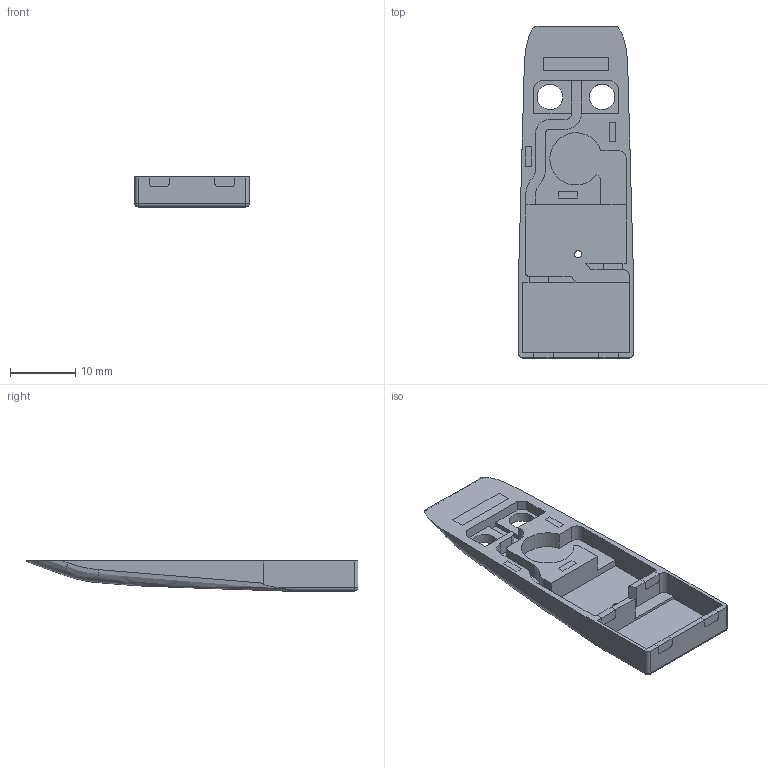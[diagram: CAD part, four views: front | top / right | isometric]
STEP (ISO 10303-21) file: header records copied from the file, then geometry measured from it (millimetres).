
FILE_DESCRIPTION(/* description */ (''),/* implementation_level */ '2;1');
FILE_NAME(/* name */ 'dol.stp',/* time_stamp */ '2017-07-06T12:05:39+02:00',/* author */ (''),/* organization */ (''),/* preprocessor_version */ 'ST-DEVELOPER v16',/* originating_system */ 'SIEMENS PLM Software NX 11.0',/* authorisation */ '');
FILE_SCHEMA (('AUTOMOTIVE_DESIGN { 1 0 10303 214 3 1 1 1 }'));
Length unit declared in the file: millimetre
Products named in the file (4): koleczek_polwalec; koleczek1mm; koleczek; dol
Assembly tree (8 placements, depth 2):
  dol
    koleczek  x2
    koleczek1mm  x5
    koleczek_polwalec
Bounding box: 17.5 x 50.86 x 4.6 mm (x, y, z)
Volume: 1384.3 mm3; surface area: 2934.7 mm2
Topology: 9 solids, 9 shells, 192 faces, 501 edges, 325 vertices
Faces by surface type: plane 123, cylinder 53, bspline 14, sphere 2
Full cylindrical faces by diameter (mm): 1.1 x1, 3.9 x2
Entity records: 5779 total; most frequent: CARTESIAN_POINT 1938, ORIENTED_EDGE 802, DIRECTION 723, EDGE_CURVE 401, LINE 273, VECTOR 273, VERTEX_POINT 262, AXIS2_PLACEMENT_3D 225
